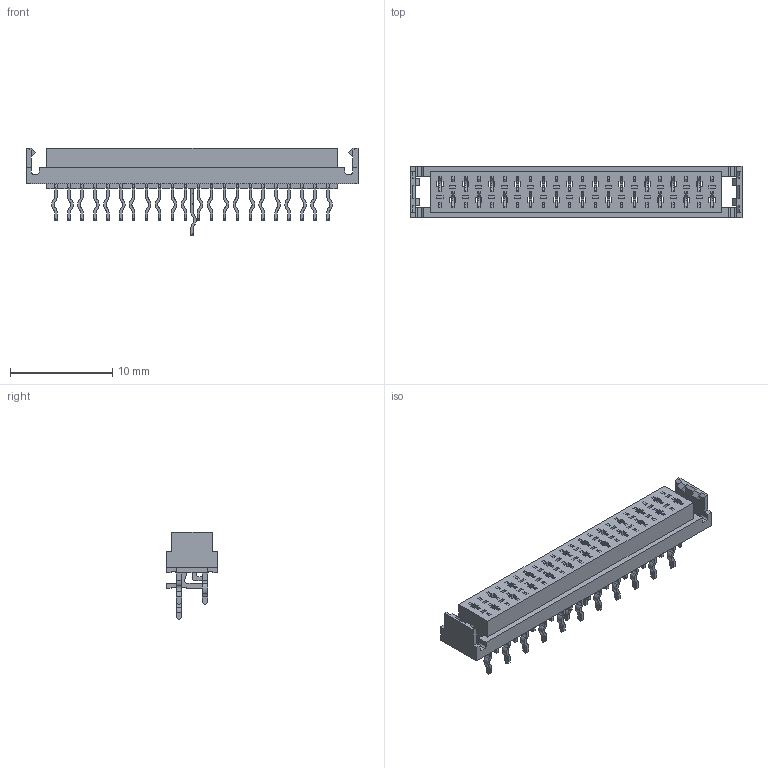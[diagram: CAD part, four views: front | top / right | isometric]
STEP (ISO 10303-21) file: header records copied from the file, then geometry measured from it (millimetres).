
FILE_DESCRIPTION( ( 'Unknown' ), '1' );
FILE_NAME( '690367192272.stp', 'Unknown', ( 'Unknown' ), ( 'Unknown' ), 'XStep 1.0', 'Unknown', ' ' );
FILE_SCHEMA( ( 'automotive_design' ) );
Length unit declared in the file: millimetre
Products named in the file (3): Assem1; Gehäuse; Pin
Bounding box: 32.54 x 5 x 8.6 mm (x, y, z)
Volume: 943.4 mm3; surface area: 2858.9 mm2
Topology: 25 solids, 25 shells, 2522 faces, 7382 edges, 4860 vertices
Faces by surface type: plane 2000, cylinder 522
Entity records: 24092 total; most frequent: CARTESIAN_POINT 4235, ORIENTED_EDGE 4232, DIRECTION 3654, EDGE_CURVE 2116, LINE 2056, VECTOR 2056, VERTEX_POINT 1380, AXIS2_PLACEMENT_3D 799
